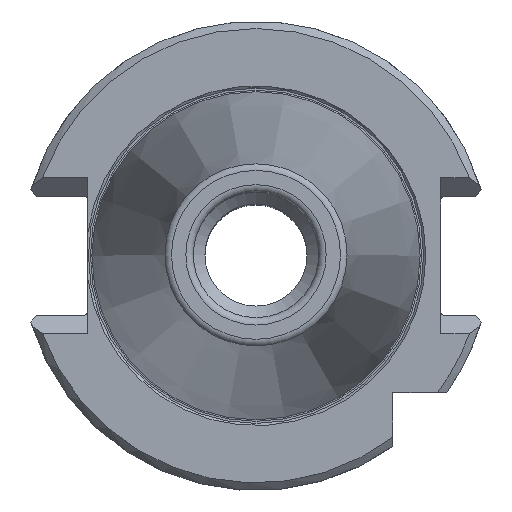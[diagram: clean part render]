
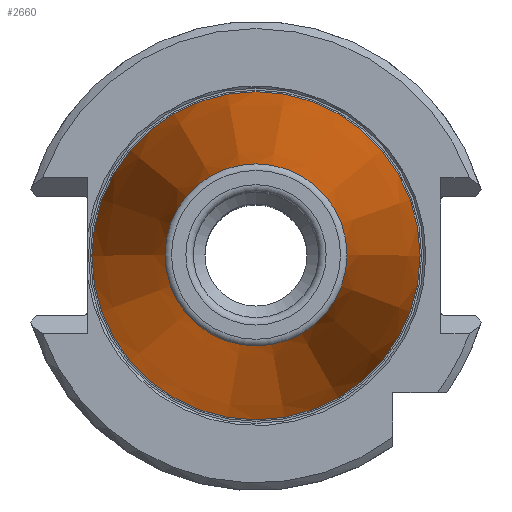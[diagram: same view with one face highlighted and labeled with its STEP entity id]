
A CAD part, top view. The second image highlights one B-rep face of the part: STEP entity #2660.
In plain terms, the highlighted conical face has half-angle 8.297 degrees and reference radius 22.371 mm.
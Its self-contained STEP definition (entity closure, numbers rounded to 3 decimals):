
#423=ORIENTED_EDGE('',*,*,#918,.F.);
#424=ORIENTED_EDGE('',*,*,#920,.T.);
#918=EDGE_CURVE('',#1180,#1180,#1374,.F.);
#920=EDGE_CURVE('',#1182,#1182,#1376,.F.);
#1180=VERTEX_POINT('',#3593);
#1182=VERTEX_POINT('',#3599);
#1374=CIRCLE('',#2808,12.327);
#1376=CIRCLE('',#2812,22.225);
#1493=EDGE_LOOP('',(#423));
#1494=EDGE_LOOP('',(#424));
#1658=FACE_BOUND('',#1493,.T.);
#1659=FACE_BOUND('',#1494,.T.);
#1782=CONICAL_SURFACE('',#2811,22.371,0.145);
#2660=ADVANCED_FACE('',(#1658,#1659),#1782,.T.);
#2808=AXIS2_PLACEMENT_3D('',#3592,#3084,#3085);
#2811=AXIS2_PLACEMENT_3D('',#3597,#3090,#3091);
#2812=AXIS2_PLACEMENT_3D('',#3598,#3092,#3093);
#3084=DIRECTION('',(0.,0.,-1.));
#3085=DIRECTION('',(-1.,0.,0.));
#3090=DIRECTION('',(0.,0.,-1.));
#3091=DIRECTION('',(-1.,0.,0.));
#3092=DIRECTION('',(0.,0.,-1.));
#3093=DIRECTION('',(-1.,0.,0.));
#3592=CARTESIAN_POINT('',(0.,0.,67.868));
#3593=CARTESIAN_POINT('',(-12.327,0.,67.868));
#3597=CARTESIAN_POINT('',(0.,0.,-1.));
#3598=CARTESIAN_POINT('',(0.,0.,0.));
#3599=CARTESIAN_POINT('',(-22.225,0.,0.));
